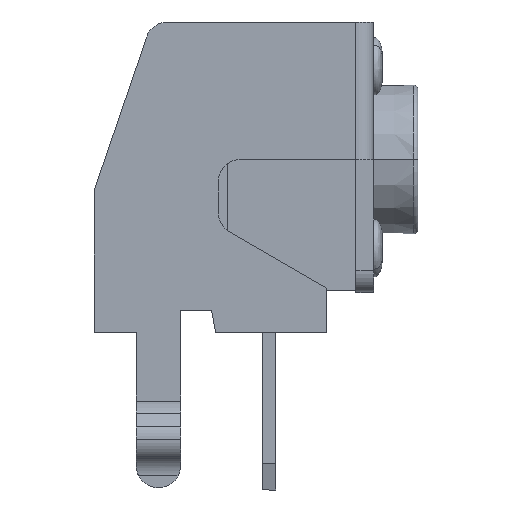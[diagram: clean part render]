
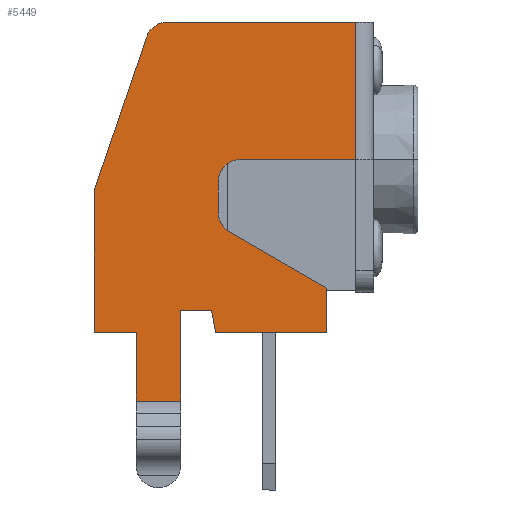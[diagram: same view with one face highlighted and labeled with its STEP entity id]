
A CAD part, left-side view. The second image highlights one B-rep face of the part: STEP entity #5449.
In plain terms, the highlighted planar face has unit normal (-1, 0, 0).
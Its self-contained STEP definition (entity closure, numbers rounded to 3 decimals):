
#62 = CARTESIAN_POINT ( 'NONE',  ( -3.75, -0.999, -0.05 ) ) ;
#195 = ORIENTED_EDGE ( 'NONE', *, *, #3114, .T. ) ;
#360 = ORIENTED_EDGE ( 'NONE', *, *, #3168, .T. ) ;
#401 = DIRECTION ( 'NONE',  ( 0., 1., 0. ) ) ;
#569 = LINE ( 'NONE', #10528, #1210 ) ;
#844 = CARTESIAN_POINT ( 'NONE',  ( -3.75, 3.243, 2.55 ) ) ;
#977 = EDGE_CURVE ( 'NONE', #5626, #17324, #18268, .T. ) ;
#1210 = VECTOR ( 'NONE', #11833, 1000. ) ;
#1212 = CARTESIAN_POINT ( 'NONE',  ( -3.75, 1.85, -1.68 ) ) ;
#1234 = EDGE_CURVE ( 'NONE', #17324, #7122, #569, .T. ) ;
#1282 = EDGE_CURVE ( 'NONE', #9475, #7420, #12563, .T. ) ;
#1303 = DIRECTION ( 'NONE',  ( 0., 0., 1. ) ) ;
#1304 = CARTESIAN_POINT ( 'NONE',  ( -3.75, 2.95, -3.45 ) ) ;
#1378 = VERTEX_POINT ( 'NONE', #12824 ) ;
#1397 = DIRECTION ( 'NONE',  ( 0., 0., -1. ) ) ;
#1668 = CARTESIAN_POINT ( 'NONE',  ( -3.75, 2.1, -1.535 ) ) ;
#1844 = ORIENTED_EDGE ( 'NONE', *, *, #1234, .T. ) ;
#1882 = EDGE_CURVE ( 'NONE', #16483, #16111, #2953, .T. ) ;
#1922 = CIRCLE ( 'NONE', #10864, 0.5 ) ;
#2098 = DIRECTION ( 'NONE',  ( 0., 1., 0. ) ) ;
#2145 = CARTESIAN_POINT ( 'NONE',  ( -3.75, 3.243, 3.05 ) ) ;
#2160 = CARTESIAN_POINT ( 'NONE',  ( -3.75, 4.9, -0.75 ) ) ;
#2702 = CARTESIAN_POINT ( 'NONE',  ( -3.75, 2.25, -3.45 ) ) ;
#2741 = DIRECTION ( 'NONE',  ( 0., 0., 1. ) ) ;
#2799 = CARTESIAN_POINT ( 'NONE',  ( -3.75, -0.35, -3.95 ) ) ;
#2830 = VERTEX_POINT ( 'NONE', #15253 ) ;
#2953 = LINE ( 'NONE', #14489, #16107 ) ;
#3042 = CARTESIAN_POINT ( 'NONE',  ( -3.75, -1.4, 0. ) ) ;
#3060 = CARTESIAN_POINT ( 'NONE',  ( -3.75, 2.1, -1.247 ) ) ;
#3114 = EDGE_CURVE ( 'NONE', #7629, #16483, #5755, .T. ) ;
#3168 = EDGE_CURVE ( 'NONE', #12439, #1378, #1922, .T. ) ;
#3439 = EDGE_LOOP ( 'NONE', ( #10682, #360, #17372, #17783, #7944, #7251, #7070, #7362, #14385, #10642, #8013, #4782, #1844, #17896, #18089, #195, #8609, #8853 ) ) ;
#3469 = LINE ( 'NONE', #9160, #10300 ) ;
#4028 = VERTEX_POINT ( 'NONE', #18125 ) ;
#4122 = DIRECTION ( 'NONE',  ( 0., -0.324, 0.946 ) ) ;
#4232 = DIRECTION ( 'NONE',  ( 0., 0., -1. ) ) ;
#4524 = DIRECTION ( 'NONE',  ( 0., 0., 1. ) ) ;
#4625 = CIRCLE ( 'NONE', #10304, 0.5 ) ;
#4766 = VECTOR ( 'NONE', #12642, 1000. ) ;
#4782 = ORIENTED_EDGE ( 'NONE', *, *, #977, .T. ) ;
#4891 = CARTESIAN_POINT ( 'NONE',  ( -3.75, 3.95, -3.95 ) ) ;
#5017 = EDGE_CURVE ( 'NONE', #7122, #17876, #4625, .T. ) ;
#5031 = CARTESIAN_POINT ( 'NONE',  ( -3.75, 1.6, -1.247 ) ) ;
#5252 = CARTESIAN_POINT ( 'NONE',  ( -3.75, 2.1, -0.55 ) ) ;
#5302 = DIRECTION ( 'NONE',  ( -1., 0., 0. ) ) ;
#5332 = FACE_OUTER_BOUND ( 'NONE', #3439, .T. ) ;
#5449 = ADVANCED_FACE ( 'NONE', ( #5332 ), #9632, .F. ) ;
#5624 = EDGE_CURVE ( 'NONE', #4028, #17665, #15567, .T. ) ;
#5626 = VERTEX_POINT ( 'NONE', #15672 ) ;
#5659 = LINE ( 'NONE', #5746, #6126 ) ;
#5716 = DIRECTION ( 'NONE',  ( 0., 1., 0. ) ) ;
#5746 = CARTESIAN_POINT ( 'NONE',  ( -3.75, 4.9, 0. ) ) ;
#5755 = CIRCLE ( 'NONE', #7265, 0.5 ) ;
#5819 = VECTOR ( 'NONE', #12649, 1000. ) ;
#5831 = AXIS2_PLACEMENT_3D ( 'NONE', #3042, #8822, #12999 ) ;
#6126 = VECTOR ( 'NONE', #1397, 1000. ) ;
#6153 = VECTOR ( 'NONE', #2741, 1000. ) ;
#6290 = LINE ( 'NONE', #17846, #15375 ) ;
#6709 = VERTEX_POINT ( 'NONE', #14497 ) ;
#6850 = VECTOR ( 'NONE', #1303, 1000. ) ;
#6909 = LINE ( 'NONE', #8302, #15283 ) ;
#7070 = ORIENTED_EDGE ( 'NONE', *, *, #11101, .F. ) ;
#7122 = VERTEX_POINT ( 'NONE', #1212 ) ;
#7129 = LINE ( 'NONE', #7224, #8188 ) ;
#7221 = DIRECTION ( 'NONE',  ( 0., -1., 0. ) ) ;
#7224 = CARTESIAN_POINT ( 'NONE',  ( -3.75, 2.95, -5.495 ) ) ;
#7251 = ORIENTED_EDGE ( 'NONE', *, *, #17177, .T. ) ;
#7265 = AXIS2_PLACEMENT_3D ( 'NONE', #13132, #17528, #7542 ) ;
#7362 = ORIENTED_EDGE ( 'NONE', *, *, #5624, .T. ) ;
#7420 = VERTEX_POINT ( 'NONE', #18109 ) ;
#7542 = DIRECTION ( 'NONE',  ( 0., 1., 0. ) ) ;
#7629 = VERTEX_POINT ( 'NONE', #5252 ) ;
#7713 = EDGE_CURVE ( 'NONE', #13616, #1378, #15867, .T. ) ;
#7889 = VECTOR ( 'NONE', #4232, 1000. ) ;
#7944 = ORIENTED_EDGE ( 'NONE', *, *, #14932, .T. ) ;
#8013 = ORIENTED_EDGE ( 'NONE', *, *, #18411, .T. ) ;
#8188 = VECTOR ( 'NONE', #5716, 1000. ) ;
#8208 = VECTOR ( 'NONE', #4524, 1000. ) ;
#8302 = CARTESIAN_POINT ( 'NONE',  ( -3.75, 4.9, -3.95 ) ) ;
#8358 = LINE ( 'NONE', #1304, #5819 ) ;
#8590 = CARTESIAN_POINT ( 'NONE',  ( -3.75, 3.6, 3.05 ) ) ;
#8609 = ORIENTED_EDGE ( 'NONE', *, *, #1882, .T. ) ;
#8769 = CARTESIAN_POINT ( 'NONE',  ( -3.75, 2.95, -3.45 ) ) ;
#8822 = DIRECTION ( 'NONE',  ( 1., 0., 0. ) ) ;
#8853 = ORIENTED_EDGE ( 'NONE', *, *, #11134, .F. ) ;
#9038 = EDGE_CURVE ( 'NONE', #17665, #9475, #8358, .T. ) ;
#9077 = EDGE_CURVE ( 'NONE', #17876, #7629, #10241, .T. ) ;
#9103 = EDGE_CURVE ( 'NONE', #13616, #2830, #5659, .T. ) ;
#9160 = CARTESIAN_POINT ( 'NONE',  ( -3.75, 3.95, -3.95 ) ) ;
#9222 = VERTEX_POINT ( 'NONE', #13301 ) ;
#9475 = VERTEX_POINT ( 'NONE', #9910 ) ;
#9632 = PLANE ( 'NONE',  #5831 ) ;
#9910 = CARTESIAN_POINT ( 'NONE',  ( -3.75, 2.25, -3.45 ) ) ;
#10023 = VERTEX_POINT ( 'NONE', #4891 ) ;
#10185 = CARTESIAN_POINT ( 'NONE',  ( -3.75, 2.162, -3.95 ) ) ;
#10241 = LINE ( 'NONE', #1668, #8208 ) ;
#10300 = VECTOR ( 'NONE', #14905, 1000. ) ;
#10304 = AXIS2_PLACEMENT_3D ( 'NONE', #5031, #10739, #401 ) ;
#10528 = CARTESIAN_POINT ( 'NONE',  ( -3.75, -0.35, -2.95 ) ) ;
#10642 = ORIENTED_EDGE ( 'NONE', *, *, #1282, .T. ) ;
#10682 = ORIENTED_EDGE ( 'NONE', *, *, #11826, .T. ) ;
#10739 = DIRECTION ( 'NONE',  ( 1., 0., 0. ) ) ;
#10864 = AXIS2_PLACEMENT_3D ( 'NONE', #844, #5302, #11000 ) ;
#11000 = DIRECTION ( 'NONE',  ( 0., 1., 0. ) ) ;
#11101 = EDGE_CURVE ( 'NONE', #4028, #9222, #7129, .T. ) ;
#11134 = EDGE_CURVE ( 'NONE', #6709, #16111, #15986, .T. ) ;
#11826 = EDGE_CURVE ( 'NONE', #6709, #12439, #6290, .T. ) ;
#11833 = DIRECTION ( 'NONE',  ( 0., 0.866, 0.5 ) ) ;
#11966 = CARTESIAN_POINT ( 'NONE',  ( -3.75, -0.999, -0.05 ) ) ;
#11985 = CARTESIAN_POINT ( 'NONE',  ( -3.75, 1.6, -0.05 ) ) ;
#12439 = VERTEX_POINT ( 'NONE', #2145 ) ;
#12563 = LINE ( 'NONE', #2702, #4766 ) ;
#12642 = DIRECTION ( 'NONE',  ( 0., -0.174, -0.985 ) ) ;
#12649 = DIRECTION ( 'NONE',  ( 0., -1., 0. ) ) ;
#12824 = CARTESIAN_POINT ( 'NONE',  ( -3.75, 3.716, 2.712 ) ) ;
#12956 = DIRECTION ( 'NONE',  ( 0., -1., 0. ) ) ;
#12999 = DIRECTION ( 'NONE',  ( 0., 1., 0. ) ) ;
#13132 = CARTESIAN_POINT ( 'NONE',  ( -3.75, 1.6, -0.55 ) ) ;
#13142 = LINE ( 'NONE', #10185, #13573 ) ;
#13301 = CARTESIAN_POINT ( 'NONE',  ( -3.75, 3.95, -5.495 ) ) ;
#13573 = VECTOR ( 'NONE', #12956, 1000. ) ;
#13574 = CARTESIAN_POINT ( 'NONE',  ( -3.75, -0.35, -2.95 ) ) ;
#13616 = VERTEX_POINT ( 'NONE', #2160 ) ;
#13977 = DIRECTION ( 'NONE',  ( 0., -1., 0. ) ) ;
#14385 = ORIENTED_EDGE ( 'NONE', *, *, #9038, .T. ) ;
#14489 = CARTESIAN_POINT ( 'NONE',  ( -3.75, -1.4, -0.05 ) ) ;
#14497 = CARTESIAN_POINT ( 'NONE',  ( -3.75, -0.999, 3.05 ) ) ;
#14905 = DIRECTION ( 'NONE',  ( 0., 0., -1. ) ) ;
#14932 = EDGE_CURVE ( 'NONE', #2830, #10023, #6909, .T. ) ;
#15253 = CARTESIAN_POINT ( 'NONE',  ( -3.75, 4.9, -3.95 ) ) ;
#15283 = VECTOR ( 'NONE', #13977, 1000. ) ;
#15375 = VECTOR ( 'NONE', #2098, 1000. ) ;
#15476 = CARTESIAN_POINT ( 'NONE',  ( -3.75, 2.95, -4.45 ) ) ;
#15551 = VECTOR ( 'NONE', #4122, 1000. ) ;
#15567 = LINE ( 'NONE', #15476, #6153 ) ;
#15672 = CARTESIAN_POINT ( 'NONE',  ( -3.75, -0.35, -3.95 ) ) ;
#15867 = LINE ( 'NONE', #8590, #15551 ) ;
#15986 = LINE ( 'NONE', #62, #7889 ) ;
#16107 = VECTOR ( 'NONE', #7221, 1000. ) ;
#16111 = VERTEX_POINT ( 'NONE', #11966 ) ;
#16483 = VERTEX_POINT ( 'NONE', #11985 ) ;
#17177 = EDGE_CURVE ( 'NONE', #10023, #9222, #3469, .T. ) ;
#17324 = VERTEX_POINT ( 'NONE', #13574 ) ;
#17372 = ORIENTED_EDGE ( 'NONE', *, *, #7713, .F. ) ;
#17528 = DIRECTION ( 'NONE',  ( 1., 0., 0. ) ) ;
#17665 = VERTEX_POINT ( 'NONE', #8769 ) ;
#17783 = ORIENTED_EDGE ( 'NONE', *, *, #9103, .T. ) ;
#17846 = CARTESIAN_POINT ( 'NONE',  ( -3.75, -1.4, 3.05 ) ) ;
#17876 = VERTEX_POINT ( 'NONE', #3060 ) ;
#17896 = ORIENTED_EDGE ( 'NONE', *, *, #5017, .T. ) ;
#18089 = ORIENTED_EDGE ( 'NONE', *, *, #9077, .T. ) ;
#18109 = CARTESIAN_POINT ( 'NONE',  ( -3.75, 2.162, -3.95 ) ) ;
#18125 = CARTESIAN_POINT ( 'NONE',  ( -3.75, 2.95, -5.495 ) ) ;
#18268 = LINE ( 'NONE', #2799, #6850 ) ;
#18411 = EDGE_CURVE ( 'NONE', #7420, #5626, #13142, .T. ) ;
